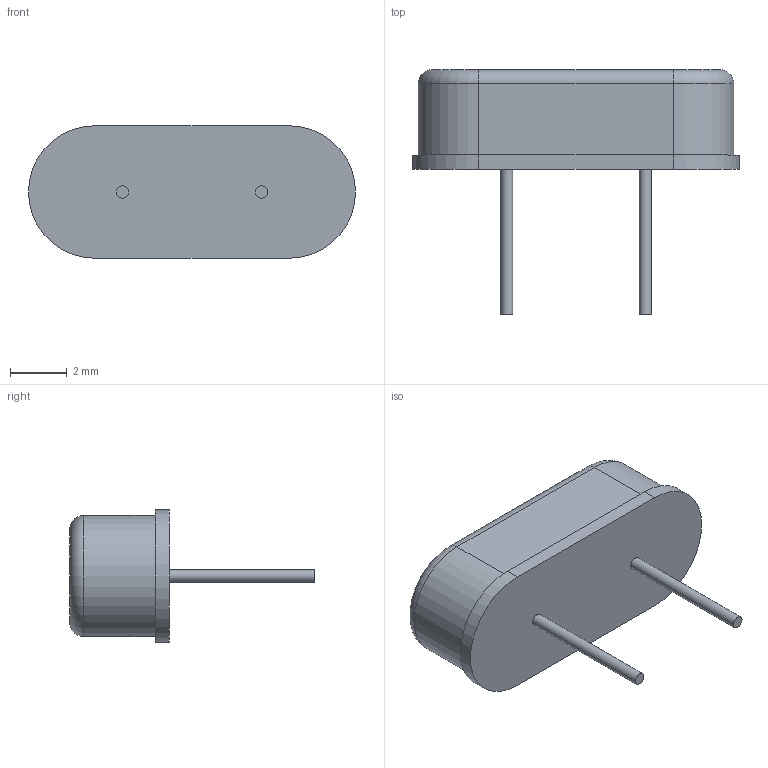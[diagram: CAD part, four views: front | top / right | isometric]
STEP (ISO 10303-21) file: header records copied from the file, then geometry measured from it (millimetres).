
FILE_DESCRIPTION(/* description */ ('STEP AP214'),/* implementation_level */ '2;1');
FILE_NAME(/* name */ 'HC-49_U-S16000000ABJB.step',/* time_stamp */ '2024-11-22T16:37:31+01:00',/* author */ (''),/* organization */ (''),/* preprocessor_version */ 'ST-DEVELOPER v20',/* originating_system */ 'Autodesk Translation Framework v13.20.0.188',/* authorisation */ '');
FILE_SCHEMA (('AUTOMOTIVE_DESIGN { 1 0 10303 214 3 1 1 }'));
Length unit declared in the file: millimetre
Products named in the file (1): HC-49_U-S16000000ABJB
Bounding box: 11.5 x 8.6 x 4.66 mm (x, y, z)
Volume: 154.7 mm3; surface area: 201.1 mm2
Topology: 1 solids, 1 shells, 19 faces, 38 edges, 24 vertices
Faces by surface type: plane 9, cylinder 8, torus 2
Full cylindrical faces by diameter (mm): 0.43 x2
Entity records: 538 total; most frequent: DIRECTION 96, CARTESIAN_POINT 82, ORIENTED_EDGE 76, EDGE_CURVE 38, AXIS2_PLACEMENT_3D 38, VERTEX_POINT 24, EDGE_LOOP 22, LINE 20
